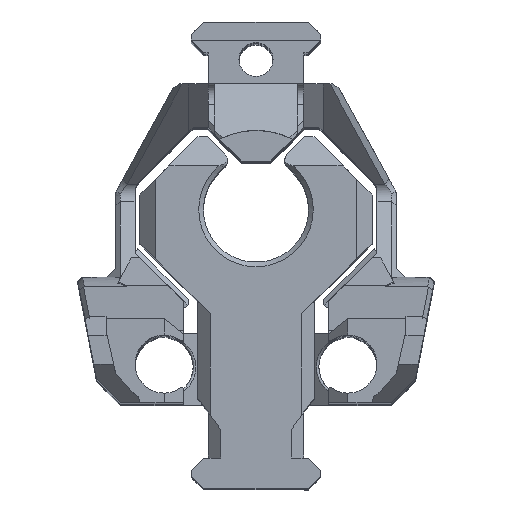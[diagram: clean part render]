
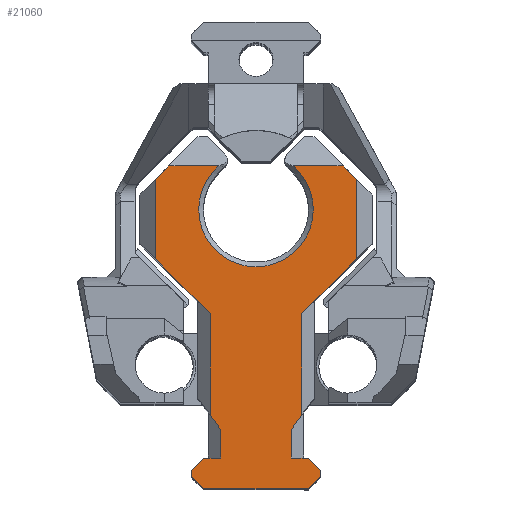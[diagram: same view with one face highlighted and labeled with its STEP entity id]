
A CAD part, top view. The second image highlights one B-rep face of the part: STEP entity #21060.
In plain terms, the highlighted planar face has unit normal (0, 0, 1).
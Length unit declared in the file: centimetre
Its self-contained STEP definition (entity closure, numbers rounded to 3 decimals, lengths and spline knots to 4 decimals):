
#285=VECTOR('',#23595,1.);
#355=VECTOR('',#23710,1.);
#396=VECTOR('',#23813,1.);
#399=VECTOR('',#23816,1.);
#443=VECTOR('',#23889,1.);
#447=VECTOR('',#23895,1.);
#451=VECTOR('',#23900,1.);
#452=VECTOR('',#23904,1.);
#453=VECTOR('',#23905,1.);
#454=VECTOR('',#23906,1.);
#455=VECTOR('',#23907,1.);
#456=VECTOR('',#23908,1.);
#457=VECTOR('',#23909,1.);
#458=VECTOR('',#23910,1.);
#459=VECTOR('',#23911,1.);
#460=VECTOR('',#23912,1.);
#461=VECTOR('',#23913,1.);
#462=VECTOR('',#23914,1.);
#463=VECTOR('',#23915,1.);
#464=VECTOR('',#23916,1.);
#465=VECTOR('',#23917,1.);
#466=VECTOR('',#23918,1.);
#467=VECTOR('',#23919,1.);
#2784=LINE('',#28280,#285);
#2854=LINE('',#28458,#355);
#2895=LINE('',#28588,#396);
#2898=LINE('',#28605,#399);
#2942=LINE('',#28702,#443);
#2946=LINE('',#28710,#447);
#2950=LINE('',#28718,#451);
#2951=LINE('',#28721,#452);
#2952=LINE('',#28723,#453);
#2953=LINE('',#28725,#454);
#2954=LINE('',#28727,#455);
#2955=LINE('',#28729,#456);
#2956=LINE('',#28731,#457);
#2957=LINE('',#28733,#458);
#2958=LINE('',#28735,#459);
#2959=LINE('',#28737,#460);
#2960=LINE('',#28739,#461);
#2961=LINE('',#28741,#462);
#2962=LINE('',#28743,#463);
#2963=LINE('',#28745,#464);
#2964=LINE('',#28747,#465);
#2965=LINE('',#28749,#466);
#2966=LINE('',#28750,#467);
#5317=PLANE('',#22216);
#6306=VERTEX_POINT('',#28279);
#6307=VERTEX_POINT('',#28281);
#6381=VERTEX_POINT('',#28457);
#6382=VERTEX_POINT('',#28459);
#6436=VERTEX_POINT('',#28589);
#6439=VERTEX_POINT('',#28603);
#6459=VERTEX_POINT('',#28701);
#6460=VERTEX_POINT('',#28703);
#6461=VERTEX_POINT('',#28709);
#6462=VERTEX_POINT('',#28711);
#6465=VERTEX_POINT('',#28722);
#6466=VERTEX_POINT('',#28724);
#6467=VERTEX_POINT('',#28726);
#6468=VERTEX_POINT('',#28728);
#6469=VERTEX_POINT('',#28730);
#6470=VERTEX_POINT('',#28732);
#6471=VERTEX_POINT('',#28734);
#6472=VERTEX_POINT('',#28736);
#6473=VERTEX_POINT('',#28738);
#6474=VERTEX_POINT('',#28740);
#6475=VERTEX_POINT('',#28742);
#6476=VERTEX_POINT('',#28744);
#6477=VERTEX_POINT('',#28746);
#6478=VERTEX_POINT('',#28748);
#8503=CIRCLE('',#22217,0.9398);
#8770=EDGE_CURVE('',#6306,#6307,#2784,.T.);
#8858=EDGE_CURVE('',#6381,#6382,#2854,.T.);
#8931=EDGE_CURVE('',#6436,#6307,#2895,.T.);
#8937=EDGE_CURVE('',#6381,#6439,#2898,.T.);
#8987=EDGE_CURVE('',#6460,#6459,#2942,.T.);
#8991=EDGE_CURVE('',#6461,#6462,#2946,.T.);
#8995=EDGE_CURVE('',#6460,#6306,#2950,.T.);
#8996=EDGE_CURVE('',#6436,#6439,#8503,.T.);
#8997=EDGE_CURVE('',#6465,#6459,#2951,.T.);
#8998=EDGE_CURVE('',#6466,#6465,#2952,.T.);
#8999=EDGE_CURVE('',#6467,#6466,#2953,.T.);
#9000=EDGE_CURVE('',#6468,#6467,#2954,.T.);
#9001=EDGE_CURVE('',#6469,#6468,#2955,.T.);
#9002=EDGE_CURVE('',#6469,#6470,#2956,.T.);
#9003=EDGE_CURVE('',#6471,#6470,#2957,.T.);
#9004=EDGE_CURVE('',#6471,#6472,#2958,.T.);
#9005=EDGE_CURVE('',#6473,#6472,#2959,.T.);
#9006=EDGE_CURVE('',#6473,#6474,#2960,.T.);
#9007=EDGE_CURVE('',#6475,#6474,#2961,.T.);
#9008=EDGE_CURVE('',#6475,#6476,#2962,.T.);
#9009=EDGE_CURVE('',#6477,#6476,#2963,.T.);
#9010=EDGE_CURVE('',#6478,#6477,#2964,.T.);
#9011=EDGE_CURVE('',#6462,#6478,#2965,.T.);
#9012=EDGE_CURVE('',#6382,#6461,#2966,.T.);
#12467=ORIENTED_EDGE('',*,*,#8937,.T.);
#12468=ORIENTED_EDGE('',*,*,#8996,.F.);
#12469=ORIENTED_EDGE('',*,*,#8931,.T.);
#12470=ORIENTED_EDGE('',*,*,#8770,.F.);
#12471=ORIENTED_EDGE('',*,*,#8995,.F.);
#12472=ORIENTED_EDGE('',*,*,#8987,.T.);
#12473=ORIENTED_EDGE('',*,*,#8997,.F.);
#12474=ORIENTED_EDGE('',*,*,#8998,.F.);
#12475=ORIENTED_EDGE('',*,*,#8999,.F.);
#12476=ORIENTED_EDGE('',*,*,#9000,.F.);
#12477=ORIENTED_EDGE('',*,*,#9001,.F.);
#12478=ORIENTED_EDGE('',*,*,#9002,.T.);
#12479=ORIENTED_EDGE('',*,*,#9003,.F.);
#12480=ORIENTED_EDGE('',*,*,#9004,.T.);
#12481=ORIENTED_EDGE('',*,*,#9005,.F.);
#12482=ORIENTED_EDGE('',*,*,#9006,.T.);
#12483=ORIENTED_EDGE('',*,*,#9007,.F.);
#12484=ORIENTED_EDGE('',*,*,#9008,.T.);
#12485=ORIENTED_EDGE('',*,*,#9009,.F.);
#12486=ORIENTED_EDGE('',*,*,#9010,.F.);
#12487=ORIENTED_EDGE('',*,*,#9011,.F.);
#12488=ORIENTED_EDGE('',*,*,#8991,.F.);
#12489=ORIENTED_EDGE('',*,*,#9012,.F.);
#12490=ORIENTED_EDGE('',*,*,#8858,.F.);
#18716=EDGE_LOOP('',(#12467,#12468,#12469,#12470,#12471,#12472,#12473,#12474,
#12475,#12476,#12477,#12478,#12479,#12480,#12481,#12482,#12483,#12484,#12485,
#12486,#12487,#12488,#12489,#12490));
#19896=FACE_BOUND('',#18716,.T.);
#21060=ADVANCED_FACE('',(#19896),#5317,.T.);
#22216=AXIS2_PLACEMENT_3D('',#28719,#23901,$);
#22217=AXIS2_PLACEMENT_3D('',#28720,#23902,#23903);
#23595=DIRECTION('',(0.707,0.707,0.));
#23710=DIRECTION('',(0.707,-0.707,0.));
#23813=DIRECTION('',(-1.,0.,0.));
#23816=DIRECTION('',(-1.,0.,0.));
#23889=DIRECTION('',(0.707,-0.707,0.));
#23895=DIRECTION('',(-0.707,-0.707,0.));
#23900=DIRECTION('',(0.,1.,0.));
#23901=DIRECTION('',(0.,0.,1.));
#23902=DIRECTION('',(0.,0.,1.));
#23903=DIRECTION('',(0.,-0.94,0.));
#23904=DIRECTION('',(0.,1.,0.));
#23905=DIRECTION('',(-0.59,0.807,0.));
#23906=DIRECTION('',(0.,1.,0.));
#23907=DIRECTION('',(1.,0.,0.));
#23908=DIRECTION('',(0.707,0.707,0.));
#23909=DIRECTION('',(0.,-1.,0.));
#23910=DIRECTION('',(-0.707,0.707,0.));
#23911=DIRECTION('',(1.,0.,0.));
#23912=DIRECTION('',(-0.707,-0.707,0.));
#23913=DIRECTION('',(0.,1.,0.));
#23914=DIRECTION('',(0.707,-0.707,0.));
#23915=DIRECTION('',(-1.,0.,0.));
#23916=DIRECTION('',(0.,-1.,0.));
#23917=DIRECTION('',(-0.59,-0.807,0.));
#23918=DIRECTION('',(0.,-1.,0.));
#23919=DIRECTION('',(0.,-1.,0.));
#28279=CARTESIAN_POINT('',(-1.651,0.4921,35.8775));
#28280=CARTESIAN_POINT('',(-2.153,-0.0099,35.8775));
#28281=CARTESIAN_POINT('',(-1.4288,0.7144,35.8775));
#28457=CARTESIAN_POINT('',(1.4288,0.7144,35.8775));
#28458=CARTESIAN_POINT('',(1.2005,0.9426,35.8775));
#28459=CARTESIAN_POINT('',(1.651,0.4921,35.8775));
#28588=CARTESIAN_POINT('',(-7.9897,0.7144,35.8775));
#28589=CARTESIAN_POINT('',(-0.6106,0.7144,35.8775));
#28603=CARTESIAN_POINT('',(0.6106,0.7144,35.8775));
#28605=CARTESIAN_POINT('',(-7.9897,0.7144,35.8775));
#28701=CARTESIAN_POINT('',(-0.7493,-1.7113,35.8775));
#28702=CARTESIAN_POINT('',(-1.399,-1.0616,35.8775));
#28703=CARTESIAN_POINT('',(-1.651,-0.8096,35.8775));
#28709=CARTESIAN_POINT('',(1.651,-0.8096,35.8775));
#28710=CARTESIAN_POINT('',(0.4465,-2.0141,35.8775));
#28711=CARTESIAN_POINT('',(0.7493,-1.7113,35.8775));
#28718=CARTESIAN_POINT('',(-1.651,-1.7066,35.8775));
#28719=CARTESIAN_POINT('',(-1.905,-1.7066,35.8775));
#28720=CARTESIAN_POINT('',(0.,0.,35.8775));
#28721=CARTESIAN_POINT('',(-0.7493,-2.0042,35.8775));
#28722=CARTESIAN_POINT('',(-0.7493,-3.3735,35.8775));
#28723=CARTESIAN_POINT('',(-1.4075,-2.4735,35.8775));
#28724=CARTESIAN_POINT('',(-0.5817,-3.6027,35.8775));
#28725=CARTESIAN_POINT('',(-0.5817,-2.7037,35.8775));
#28726=CARTESIAN_POINT('',(-0.5817,-4.0767,35.8775));
#28727=CARTESIAN_POINT('',(-1.4141,-4.0767,35.8775));
#28728=CARTESIAN_POINT('',(-0.8585,-4.0767,35.8775));
#28729=CARTESIAN_POINT('',(-0.5784,-3.7966,35.8775));
#28730=CARTESIAN_POINT('',(-1.0617,-4.2799,35.8775));
#28731=CARTESIAN_POINT('',(-1.0617,-3.0186,35.8775));
#28732=CARTESIAN_POINT('',(-1.0617,-4.3815,35.8775));
#28733=CARTESIAN_POINT('',(-1.8905,-3.5527,35.8775));
#28734=CARTESIAN_POINT('',(-0.8585,-4.5847,35.8775));
#28735=CARTESIAN_POINT('',(-1.2179,-4.5847,35.8775));
#28736=CARTESIAN_POINT('',(0.8585,-4.5847,35.8775));
#28737=CARTESIAN_POINT('',(0.938,-4.5052,35.8775));
#28738=CARTESIAN_POINT('',(1.0617,-4.3815,35.8775));
#28739=CARTESIAN_POINT('',(1.0617,-3.0186,35.8775));
#28740=CARTESIAN_POINT('',(1.0617,-4.2799,35.8775));
#28741=CARTESIAN_POINT('',(-0.3741,-2.8441,35.8775));
#28742=CARTESIAN_POINT('',(0.8585,-4.0767,35.8775));
#28743=CARTESIAN_POINT('',(-0.4909,-4.0767,35.8775));
#28744=CARTESIAN_POINT('',(0.5817,-4.0767,35.8775));
#28745=CARTESIAN_POINT('',(0.5817,-2.7037,35.8775));
#28746=CARTESIAN_POINT('',(0.5817,-3.6027,35.8775));
#28747=CARTESIAN_POINT('',(0.7437,-3.3812,35.8775));
#28748=CARTESIAN_POINT('',(0.7493,-3.3735,35.8775));
#28749=CARTESIAN_POINT('',(0.7493,-2.0042,35.8775));
#28750=CARTESIAN_POINT('',(1.651,-1.7066,35.8775));
